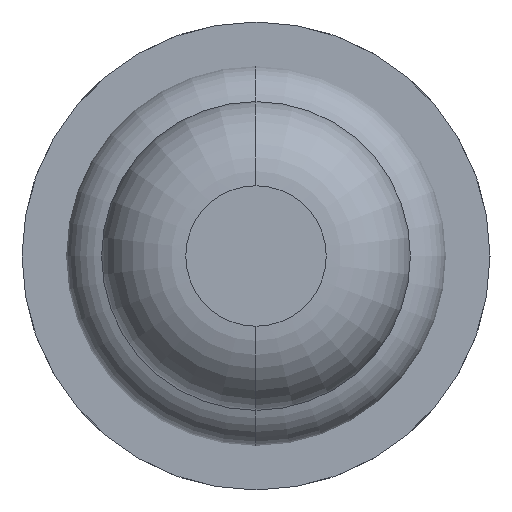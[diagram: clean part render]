
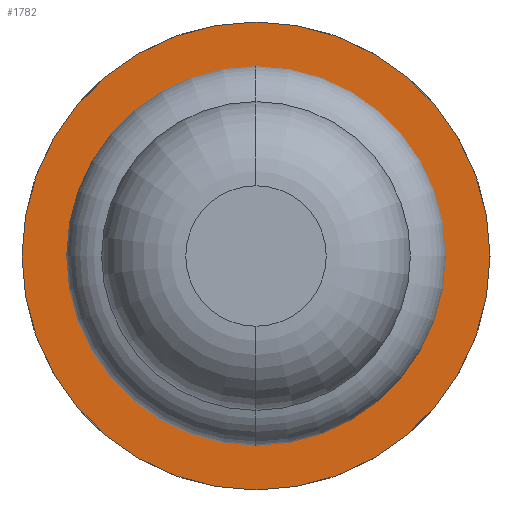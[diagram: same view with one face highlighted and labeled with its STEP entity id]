
A CAD part, front view. The second image highlights one B-rep face of the part: STEP entity #1782.
In plain terms, the highlighted planar face has unit normal (0, -1, 0).
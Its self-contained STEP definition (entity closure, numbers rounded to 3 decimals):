
#30 = AXIS2_PLACEMENT_3D ( 'NONE', #1302, #935, #1754 ) ;
#328 = CIRCLE ( 'NONE', #727, 0.5 ) ;
#405 = CARTESIAN_POINT ( 'NONE',  ( 0., 5.3, 1.25 ) ) ;
#500 = DIRECTION ( 'NONE',  ( 0., -1., 0. ) ) ;
#691 = EDGE_LOOP ( 'NONE', ( #3244, #2103 ) ) ;
#722 = EDGE_LOOP ( 'NONE', ( #3360, #2364 ) ) ;
#727 = AXIS2_PLACEMENT_3D ( 'NONE', #2112, #4846, #2530 ) ;
#803 = VERTEX_POINT ( 'NONE', #2435 ) ;
#870 = VERTEX_POINT ( 'NONE', #2511 ) ;
#935 = DIRECTION ( 'NONE',  ( 0., -1., 0. ) ) ;
#1013 = EDGE_CURVE ( 'Defeature ausgef�hrt1_0+Defeature ausgef�hrt1_16+Defeature ausgef�hrt1_16+Defeature ausgef�hrt1_16', #803, #4656, #1497, .T. ) ;
#1081 = AXIS2_PLACEMENT_3D ( 'NONE', #2241, #4939, #4993 ) ;
#1172 = EDGE_CURVE ( 'Defeature ausgef�hrt1_16+Defeature ausgef�hrt1_15+Defeature ausgef�hrt1_15+Defeature ausgef�hrt1_15', #870, #1392, #2339, .T. ) ;
#1271 = CARTESIAN_POINT ( 'NONE',  ( 0., 5.3, 0. ) ) ;
#1302 = CARTESIAN_POINT ( 'NONE',  ( 0.5, 5.3, 0. ) ) ;
#1392 = VERTEX_POINT ( 'NONE', #405 ) ;
#1411 = CIRCLE ( 'NONE', #4128, 1.25 ) ;
#1497 = CIRCLE ( 'NONE', #1081, 0.5 ) ;
#1635 = EDGE_CURVE ( 'Defeature ausgef�hrt1_0+Defeature ausgef�hrt1_16+Defeature ausgef�hrt1_16+Defeature ausgef�hrt1_16', #4656, #803, #328, .T. ) ;
#1754 = DIRECTION ( 'NONE',  ( 0., 0., -1. ) ) ;
#1782 = ADVANCED_FACE ( 'Defeature ausgef�hrt1_16', ( #3815, #1866 ), #2163, .T. ) ;
#1866 = FACE_BOUND ( 'NONE', #691, .T. ) ;
#2103 = ORIENTED_EDGE ( 'NONE', *, *, #1635, .F. ) ;
#2112 = CARTESIAN_POINT ( 'NONE',  ( 0., 5.3, 0. ) ) ;
#2163 = PLANE ( 'NONE',  #30 ) ;
#2241 = CARTESIAN_POINT ( 'NONE',  ( 0., 5.3, 0. ) ) ;
#2339 = CIRCLE ( 'NONE', #2680, 1.25 ) ;
#2364 = ORIENTED_EDGE ( 'NONE', *, *, #2468, .T. ) ;
#2435 = CARTESIAN_POINT ( 'NONE',  ( 0., 5.3, -0.5 ) ) ;
#2451 = DIRECTION ( 'NONE',  ( 0., 0., -1. ) ) ;
#2468 = EDGE_CURVE ( 'Defeature ausgef�hrt1_16+Defeature ausgef�hrt1_15+Defeature ausgef�hrt1_15+Defeature ausgef�hrt1_15', #1392, #870, #1411, .T. ) ;
#2511 = CARTESIAN_POINT ( 'NONE',  ( 0., 5.3, -1.25 ) ) ;
#2520 = CARTESIAN_POINT ( 'NONE',  ( 0., 5.3, 0. ) ) ;
#2530 = DIRECTION ( 'NONE',  ( 0., 0., -1. ) ) ;
#2680 = AXIS2_PLACEMENT_3D ( 'NONE', #1271, #500, #2451 ) ;
#2818 = CARTESIAN_POINT ( 'NONE',  ( 0., 5.3, 0.5 ) ) ;
#3244 = ORIENTED_EDGE ( 'NONE', *, *, #1013, .F. ) ;
#3329 = DIRECTION ( 'NONE',  ( 0., 0., -1. ) ) ;
#3360 = ORIENTED_EDGE ( 'NONE', *, *, #1172, .T. ) ;
#3815 = FACE_OUTER_BOUND ( 'NONE', #722, .T. ) ;
#4128 = AXIS2_PLACEMENT_3D ( 'NONE', #2520, #4443, #3329 ) ;
#4443 = DIRECTION ( 'NONE',  ( 0., -1., 0. ) ) ;
#4656 = VERTEX_POINT ( 'NONE', #2818 ) ;
#4846 = DIRECTION ( 'NONE',  ( 0., -1., 0. ) ) ;
#4939 = DIRECTION ( 'NONE',  ( 0., -1., 0. ) ) ;
#4993 = DIRECTION ( 'NONE',  ( 0., 0., -1. ) ) ;
